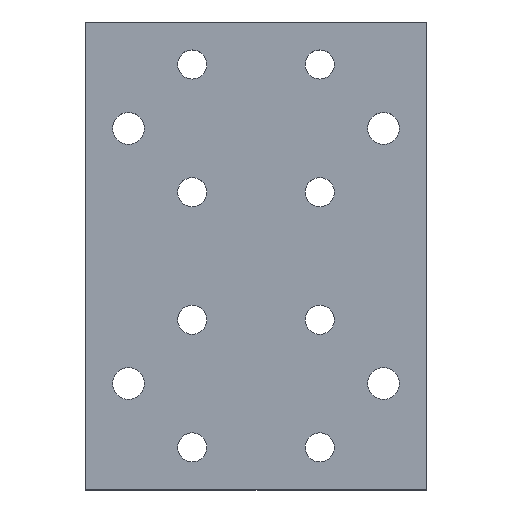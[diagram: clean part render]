
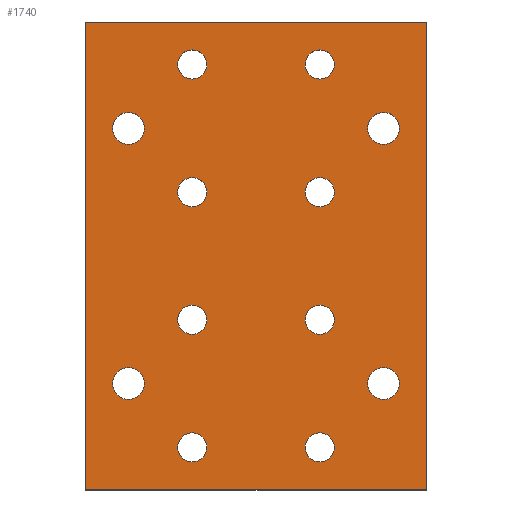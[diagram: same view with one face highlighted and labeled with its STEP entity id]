
A CAD part, top view. The second image highlights one B-rep face of the part: STEP entity #1740.
In plain terms, the highlighted planar face has unit normal (0, 0, 1).
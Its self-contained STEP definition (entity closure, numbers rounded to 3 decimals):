
#174=CARTESIAN_POINT('',(1.421,0.5,0.75));
#175=VERTEX_POINT('',#174);
#191=CARTESIAN_POINT('',(1.079,0.5,0.75));
#192=VERTEX_POINT('',#191);
#199=CARTESIAN_POINT('',(1.25,0.5,0.75));
#200=DIRECTION('',(0.0,0.0,-1.0));
#201=DIRECTION('',(1.0,0.0,0.0));
#202=AXIS2_PLACEMENT_3D('',#199,#200,#201);
#203=CIRCLE('',#202,0.171);
#204=EDGE_CURVE('',#175,#192,#203,.T.);
#258=CARTESIAN_POINT('',(1.421,3.5,0.75));
#259=VERTEX_POINT('',#258);
#275=CARTESIAN_POINT('',(1.079,3.5,0.75));
#276=VERTEX_POINT('',#275);
#283=CARTESIAN_POINT('',(1.25,3.5,0.75));
#284=DIRECTION('',(0.0,0.0,-1.0));
#285=DIRECTION('',(1.0,0.0,0.0));
#286=AXIS2_PLACEMENT_3D('',#283,#284,#285);
#287=CIRCLE('',#286,0.171);
#288=EDGE_CURVE('',#259,#276,#287,.T.);
#342=CARTESIAN_POINT('',(2.921,0.5,0.75));
#343=VERTEX_POINT('',#342);
#359=CARTESIAN_POINT('',(2.579,0.5,0.75));
#360=VERTEX_POINT('',#359);
#367=CARTESIAN_POINT('',(2.75,0.5,0.75));
#368=DIRECTION('',(0.0,0.0,-1.0));
#369=DIRECTION('',(1.0,0.0,0.0));
#370=AXIS2_PLACEMENT_3D('',#367,#368,#369);
#371=CIRCLE('',#370,0.171);
#372=EDGE_CURVE('',#343,#360,#371,.T.);
#426=CARTESIAN_POINT('',(2.921,3.5,0.75));
#427=VERTEX_POINT('',#426);
#443=CARTESIAN_POINT('',(2.579,3.5,0.75));
#444=VERTEX_POINT('',#443);
#451=CARTESIAN_POINT('',(2.75,3.5,0.75));
#452=DIRECTION('',(0.0,0.0,-1.0));
#453=DIRECTION('',(1.0,0.0,0.0));
#454=AXIS2_PLACEMENT_3D('',#451,#452,#453);
#455=CIRCLE('',#454,0.171);
#456=EDGE_CURVE('',#427,#444,#455,.T.);
#468=CARTESIAN_POINT('',(0.687,1.25,0.75));
#469=VERTEX_POINT('',#468);
#485=CARTESIAN_POINT('',(0.313,1.25,0.75));
#486=VERTEX_POINT('',#485);
#493=CARTESIAN_POINT('',(0.5,1.25,0.75));
#494=DIRECTION('',(0.0,0.0,-1.0));
#495=DIRECTION('',(1.0,0.0,0.0));
#496=AXIS2_PLACEMENT_3D('',#493,#494,#495);
#497=CIRCLE('',#496,0.187);
#498=EDGE_CURVE('',#469,#486,#497,.T.);
#510=CARTESIAN_POINT('',(0.687,4.25,0.75));
#511=VERTEX_POINT('',#510);
#527=CARTESIAN_POINT('',(0.313,4.25,0.75));
#528=VERTEX_POINT('',#527);
#535=CARTESIAN_POINT('',(0.5,4.25,0.75));
#536=DIRECTION('',(0.0,0.0,-1.0));
#537=DIRECTION('',(1.0,0.0,0.0));
#538=AXIS2_PLACEMENT_3D('',#535,#536,#537);
#539=CIRCLE('',#538,0.187);
#540=EDGE_CURVE('',#511,#528,#539,.T.);
#552=CARTESIAN_POINT('',(3.687,4.25,0.75));
#553=VERTEX_POINT('',#552);
#569=CARTESIAN_POINT('',(3.313,4.25,0.75));
#570=VERTEX_POINT('',#569);
#577=CARTESIAN_POINT('',(3.5,4.25,0.75));
#578=DIRECTION('',(0.0,0.0,-1.0));
#579=DIRECTION('',(1.0,0.0,0.0));
#580=AXIS2_PLACEMENT_3D('',#577,#578,#579);
#581=CIRCLE('',#580,0.187);
#582=EDGE_CURVE('',#553,#570,#581,.T.);
#594=CARTESIAN_POINT('',(3.687,1.25,0.75));
#595=VERTEX_POINT('',#594);
#611=CARTESIAN_POINT('',(3.313,1.25,0.75));
#612=VERTEX_POINT('',#611);
#619=CARTESIAN_POINT('',(3.5,1.25,0.75));
#620=DIRECTION('',(0.0,0.0,-1.0));
#621=DIRECTION('',(1.0,0.0,0.0));
#622=AXIS2_PLACEMENT_3D('',#619,#620,#621);
#623=CIRCLE('',#622,0.187);
#624=EDGE_CURVE('',#595,#612,#623,.T.);
#678=CARTESIAN_POINT('',(2.921,5.0,0.75));
#679=VERTEX_POINT('',#678);
#695=CARTESIAN_POINT('',(2.579,5.0,0.75));
#696=VERTEX_POINT('',#695);
#703=CARTESIAN_POINT('',(2.75,5.0,0.75));
#704=DIRECTION('',(0.0,0.0,-1.0));
#705=DIRECTION('',(1.0,0.0,0.0));
#706=AXIS2_PLACEMENT_3D('',#703,#704,#705);
#707=CIRCLE('',#706,0.171);
#708=EDGE_CURVE('',#679,#696,#707,.T.);
#762=CARTESIAN_POINT('',(2.921,2.0,0.75));
#763=VERTEX_POINT('',#762);
#779=CARTESIAN_POINT('',(2.579,2.0,0.75));
#780=VERTEX_POINT('',#779);
#787=CARTESIAN_POINT('',(2.75,2.0,0.75));
#788=DIRECTION('',(0.0,0.0,-1.0));
#789=DIRECTION('',(1.0,0.0,0.0));
#790=AXIS2_PLACEMENT_3D('',#787,#788,#789);
#791=CIRCLE('',#790,0.171);
#792=EDGE_CURVE('',#763,#780,#791,.T.);
#846=CARTESIAN_POINT('',(1.421,5.0,0.75));
#847=VERTEX_POINT('',#846);
#863=CARTESIAN_POINT('',(1.079,5.0,0.75));
#864=VERTEX_POINT('',#863);
#871=CARTESIAN_POINT('',(1.25,5.0,0.75));
#872=DIRECTION('',(0.0,0.0,-1.0));
#873=DIRECTION('',(1.0,0.0,0.0));
#874=AXIS2_PLACEMENT_3D('',#871,#872,#873);
#875=CIRCLE('',#874,0.171);
#876=EDGE_CURVE('',#847,#864,#875,.T.);
#930=CARTESIAN_POINT('',(1.421,2.0,0.75));
#931=VERTEX_POINT('',#930);
#947=CARTESIAN_POINT('',(1.079,2.0,0.75));
#948=VERTEX_POINT('',#947);
#955=CARTESIAN_POINT('',(1.25,2.0,0.75));
#956=DIRECTION('',(0.0,0.0,-1.0));
#957=DIRECTION('',(1.0,0.0,0.0));
#958=AXIS2_PLACEMENT_3D('',#955,#956,#957);
#959=CIRCLE('',#958,0.171);
#960=EDGE_CURVE('',#931,#948,#959,.T.);
#971=CARTESIAN_POINT('',(1.25,2.0,0.75));
#972=DIRECTION('',(0.0,0.0,-1.0));
#973=DIRECTION('',(1.0,0.0,0.0));
#974=AXIS2_PLACEMENT_3D('',#971,#972,#973);
#975=CIRCLE('',#974,0.171);
#976=EDGE_CURVE('',#948,#931,#975,.T.);
#1033=CARTESIAN_POINT('',(1.25,5.0,0.75));
#1034=DIRECTION('',(0.0,0.0,-1.0));
#1035=DIRECTION('',(1.0,0.0,0.0));
#1036=AXIS2_PLACEMENT_3D('',#1033,#1034,#1035);
#1037=CIRCLE('',#1036,0.171);
#1038=EDGE_CURVE('',#864,#847,#1037,.T.);
#1095=CARTESIAN_POINT('',(2.75,2.0,0.75));
#1096=DIRECTION('',(0.0,0.0,-1.0));
#1097=DIRECTION('',(1.0,0.0,0.0));
#1098=AXIS2_PLACEMENT_3D('',#1095,#1096,#1097);
#1099=CIRCLE('',#1098,0.171);
#1100=EDGE_CURVE('',#780,#763,#1099,.T.);
#1157=CARTESIAN_POINT('',(2.75,5.0,0.75));
#1158=DIRECTION('',(0.0,0.0,-1.0));
#1159=DIRECTION('',(1.0,0.0,0.0));
#1160=AXIS2_PLACEMENT_3D('',#1157,#1158,#1159);
#1161=CIRCLE('',#1160,0.171);
#1162=EDGE_CURVE('',#696,#679,#1161,.T.);
#1219=CARTESIAN_POINT('',(3.5,1.25,0.75));
#1220=DIRECTION('',(0.0,0.0,-1.0));
#1221=DIRECTION('',(1.0,0.0,0.0));
#1222=AXIS2_PLACEMENT_3D('',#1219,#1220,#1221);
#1223=CIRCLE('',#1222,0.187);
#1224=EDGE_CURVE('',#612,#595,#1223,.T.);
#1243=CARTESIAN_POINT('',(3.5,4.25,0.75));
#1244=DIRECTION('',(0.0,0.0,-1.0));
#1245=DIRECTION('',(1.0,0.0,0.0));
#1246=AXIS2_PLACEMENT_3D('',#1243,#1244,#1245);
#1247=CIRCLE('',#1246,0.187);
#1248=EDGE_CURVE('',#570,#553,#1247,.T.);
#1267=CARTESIAN_POINT('',(0.5,4.25,0.75));
#1268=DIRECTION('',(0.0,0.0,-1.0));
#1269=DIRECTION('',(1.0,0.0,0.0));
#1270=AXIS2_PLACEMENT_3D('',#1267,#1268,#1269);
#1271=CIRCLE('',#1270,0.187);
#1272=EDGE_CURVE('',#528,#511,#1271,.T.);
#1291=CARTESIAN_POINT('',(0.5,1.25,0.75));
#1292=DIRECTION('',(0.0,0.0,-1.0));
#1293=DIRECTION('',(1.0,0.0,0.0));
#1294=AXIS2_PLACEMENT_3D('',#1291,#1292,#1293);
#1295=CIRCLE('',#1294,0.187);
#1296=EDGE_CURVE('',#486,#469,#1295,.T.);
#1315=CARTESIAN_POINT('',(2.75,3.5,0.75));
#1316=DIRECTION('',(0.0,0.0,-1.0));
#1317=DIRECTION('',(1.0,0.0,0.0));
#1318=AXIS2_PLACEMENT_3D('',#1315,#1316,#1317);
#1319=CIRCLE('',#1318,0.171);
#1320=EDGE_CURVE('',#444,#427,#1319,.T.);
#1377=CARTESIAN_POINT('',(2.75,0.5,0.75));
#1378=DIRECTION('',(0.0,0.0,-1.0));
#1379=DIRECTION('',(1.0,0.0,0.0));
#1380=AXIS2_PLACEMENT_3D('',#1377,#1378,#1379);
#1381=CIRCLE('',#1380,0.171);
#1382=EDGE_CURVE('',#360,#343,#1381,.T.);
#1439=CARTESIAN_POINT('',(1.25,3.5,0.75));
#1440=DIRECTION('',(0.0,0.0,-1.0));
#1441=DIRECTION('',(1.0,0.0,0.0));
#1442=AXIS2_PLACEMENT_3D('',#1439,#1440,#1441);
#1443=CIRCLE('',#1442,0.171);
#1444=EDGE_CURVE('',#276,#259,#1443,.T.);
#1501=CARTESIAN_POINT('',(1.25,0.5,0.75));
#1502=DIRECTION('',(0.0,0.0,-1.0));
#1503=DIRECTION('',(1.0,0.0,0.0));
#1504=AXIS2_PLACEMENT_3D('',#1501,#1502,#1503);
#1505=CIRCLE('',#1504,0.171);
#1506=EDGE_CURVE('',#192,#175,#1505,.T.);
#1562=CARTESIAN_POINT('',(0.0,0.0,0.75));
#1563=VERTEX_POINT('',#1562);
#1564=CARTESIAN_POINT('',(0.0,5.5,0.75));
#1565=VERTEX_POINT('',#1564);
#1566=CARTESIAN_POINT('',(0.0,0.0,0.75));
#1567=DIRECTION('',(0.0,1.0,0.0));
#1568=VECTOR('',#1567,5.5);
#1569=LINE('',#1566,#1568);
#1570=EDGE_CURVE('',#1563,#1565,#1569,.T.);
#1602=CARTESIAN_POINT('',(4.0,5.5,0.75));
#1603=VERTEX_POINT('',#1602);
#1604=CARTESIAN_POINT('',(0.0,5.5,0.75));
#1605=DIRECTION('',(1.0,0.0,0.0));
#1606=VECTOR('',#1605,4.0);
#1607=LINE('',#1604,#1606);
#1608=EDGE_CURVE('',#1565,#1603,#1607,.T.);
#1633=CARTESIAN_POINT('',(4.0,0.0,0.75));
#1634=VERTEX_POINT('',#1633);
#1635=CARTESIAN_POINT('',(4.0,5.5,0.75));
#1636=DIRECTION('',(0.0,-1.0,0.0));
#1637=VECTOR('',#1636,5.5);
#1638=LINE('',#1635,#1637);
#1639=EDGE_CURVE('',#1603,#1634,#1638,.T.);
#1664=CARTESIAN_POINT('',(4.0,0.0,0.75));
#1665=DIRECTION('',(-1.0,0.0,0.0));
#1666=VECTOR('',#1665,4.0);
#1667=LINE('',#1664,#1666);
#1668=EDGE_CURVE('',#1634,#1563,#1667,.T.);
#1681=CARTESIAN_POINT('',(2.0,2.75,0.75));
#1682=DIRECTION('',(0.0,0.0,1.0));
#1683=DIRECTION('',(1.0,0.0,0.0));
#1684=AXIS2_PLACEMENT_3D('',#1681,#1682,#1683);
#1685=PLANE('',#1684);
#1686=ORIENTED_EDGE('',*,*,#1570,.F.);
#1687=ORIENTED_EDGE('',*,*,#1668,.F.);
#1688=ORIENTED_EDGE('',*,*,#1639,.F.);
#1689=ORIENTED_EDGE('',*,*,#1608,.F.);
#1690=EDGE_LOOP('',(#1686,#1687,#1688,#1689));
#1691=FACE_OUTER_BOUND('',#1690,.T.);
#1692=ORIENTED_EDGE('',*,*,#960,.T.);
#1693=ORIENTED_EDGE('',*,*,#976,.T.);
#1694=EDGE_LOOP('',(#1692,#1693));
#1695=FACE_BOUND('',#1694,.T.);
#1696=ORIENTED_EDGE('',*,*,#876,.T.);
#1697=ORIENTED_EDGE('',*,*,#1038,.T.);
#1698=EDGE_LOOP('',(#1696,#1697));
#1699=FACE_BOUND('',#1698,.T.);
#1700=ORIENTED_EDGE('',*,*,#792,.T.);
#1701=ORIENTED_EDGE('',*,*,#1100,.T.);
#1702=EDGE_LOOP('',(#1700,#1701));
#1703=FACE_BOUND('',#1702,.T.);
#1704=ORIENTED_EDGE('',*,*,#708,.T.);
#1705=ORIENTED_EDGE('',*,*,#1162,.T.);
#1706=EDGE_LOOP('',(#1704,#1705));
#1707=FACE_BOUND('',#1706,.T.);
#1708=ORIENTED_EDGE('',*,*,#624,.T.);
#1709=ORIENTED_EDGE('',*,*,#1224,.T.);
#1710=EDGE_LOOP('',(#1708,#1709));
#1711=FACE_BOUND('',#1710,.T.);
#1712=ORIENTED_EDGE('',*,*,#582,.T.);
#1713=ORIENTED_EDGE('',*,*,#1248,.T.);
#1714=EDGE_LOOP('',(#1712,#1713));
#1715=FACE_BOUND('',#1714,.T.);
#1716=ORIENTED_EDGE('',*,*,#540,.T.);
#1717=ORIENTED_EDGE('',*,*,#1272,.T.);
#1718=EDGE_LOOP('',(#1716,#1717));
#1719=FACE_BOUND('',#1718,.T.);
#1720=ORIENTED_EDGE('',*,*,#498,.T.);
#1721=ORIENTED_EDGE('',*,*,#1296,.T.);
#1722=EDGE_LOOP('',(#1720,#1721));
#1723=FACE_BOUND('',#1722,.T.);
#1724=ORIENTED_EDGE('',*,*,#456,.T.);
#1725=ORIENTED_EDGE('',*,*,#1320,.T.);
#1726=EDGE_LOOP('',(#1724,#1725));
#1727=FACE_BOUND('',#1726,.T.);
#1728=ORIENTED_EDGE('',*,*,#372,.T.);
#1729=ORIENTED_EDGE('',*,*,#1382,.T.);
#1730=EDGE_LOOP('',(#1728,#1729));
#1731=FACE_BOUND('',#1730,.T.);
#1732=ORIENTED_EDGE('',*,*,#288,.T.);
#1733=ORIENTED_EDGE('',*,*,#1444,.T.);
#1734=EDGE_LOOP('',(#1732,#1733));
#1735=FACE_BOUND('',#1734,.T.);
#1736=ORIENTED_EDGE('',*,*,#204,.T.);
#1737=ORIENTED_EDGE('',*,*,#1506,.T.);
#1738=EDGE_LOOP('',(#1736,#1737));
#1739=FACE_BOUND('',#1738,.T.);
#1740=ADVANCED_FACE('',(#1691,#1695,#1699,#1703,#1707,#1711,#1715,#1719,#1723,#1727,#1731,#1735,#1739),#1685,.T.);
